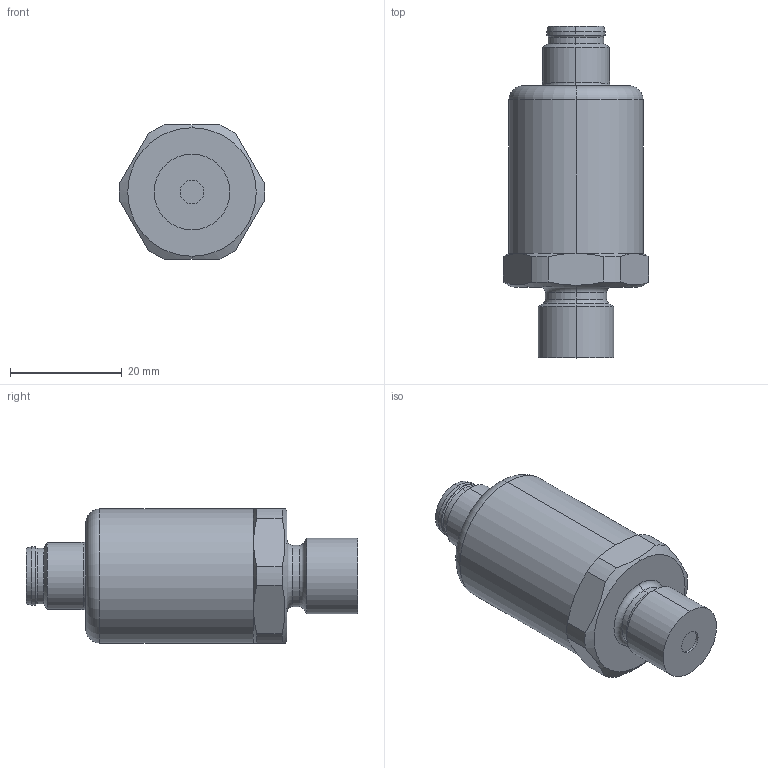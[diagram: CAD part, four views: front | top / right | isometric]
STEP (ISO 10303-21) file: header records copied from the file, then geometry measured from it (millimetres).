
FILE_DESCRIPTION(('STEP AP242'),'1');
FILE_NAME('xmlp100pd130.stp','2021-09-25T18:00:34',('TraceParts'),('TraceParts S.A.'),'Spatial InterOp 3D',' ',' ');
FILE_SCHEMA(('AP242_MANAGED_MODEL_BASED_3D_ENGINEERING_MIM_LF {1 0 10303 442 1 1 4}'));
Length unit declared in the file: millimetre
Products named in the file (1): xmlp100pd130
Bounding box: 25.98 x 59.4 x 24 mm (x, y, z)
Volume: 18647.2 mm3; surface area: 4901.6 mm2
Topology: 1 solids, 2 shells, 105 faces, 233 edges, 145 vertices
Faces by surface type: cylinder 41, cone 25, plane 25, torus 14
Entity records: 3851 total; most frequent: CARTESIAN_POINT 572, DIRECTION 564, ORIENTED_EDGE 466, AXIS2_PLACEMENT_3D 247, EDGE_CURVE 233, VERTEX_POINT 145, CIRCLE 141, EDGE_LOOP 120
